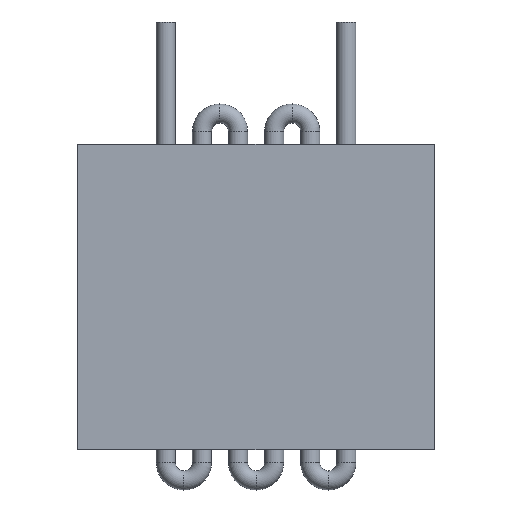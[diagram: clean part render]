
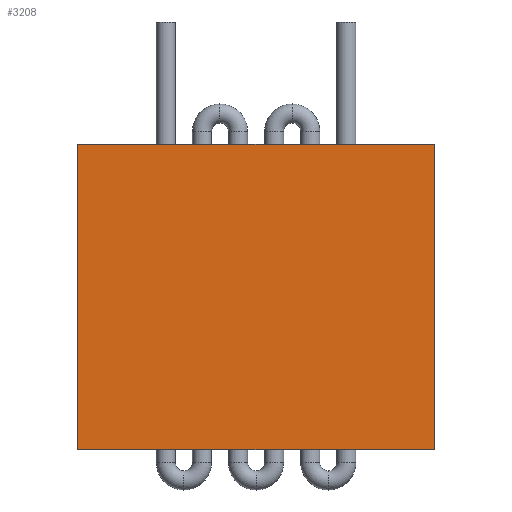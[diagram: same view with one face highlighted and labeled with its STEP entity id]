
A CAD part, front view. The second image highlights one B-rep face of the part: STEP entity #3208.
In plain terms, the highlighted planar face has unit normal (0, -1, 0).
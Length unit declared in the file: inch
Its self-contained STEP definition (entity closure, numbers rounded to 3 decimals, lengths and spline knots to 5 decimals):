
#132 = DIRECTION ( 'NONE',  ( 0., -1., 0. ) ) ;
#168 = DIRECTION ( 'NONE',  ( 1., 0., 0. ) ) ;
#225 = EDGE_LOOP ( 'NONE', ( #2795, #3042, #2544, #2437 ) ) ;
#289 = CARTESIAN_POINT ( 'NONE',  ( -3.5, -0.62, -3. ) ) ;
#338 = PLANE ( 'NONE',  #3274 ) ;
#899 = CARTESIAN_POINT ( 'NONE',  ( -3.5, -0.62, 3. ) ) ;
#927 = CARTESIAN_POINT ( 'NONE',  ( 3.5, -0.62, 3. ) ) ;
#965 = DIRECTION ( 'NONE',  ( 0., 0., -1. ) ) ;
#1253 = VERTEX_POINT ( 'NONE', #289 ) ;
#1352 = CARTESIAN_POINT ( 'NONE',  ( 3.5, -0.62, 3. ) ) ;
#1437 = VERTEX_POINT ( 'NONE', #3083 ) ;
#1552 = CARTESIAN_POINT ( 'NONE',  ( 3.5, -0.62, 3. ) ) ;
#1621 = DIRECTION ( 'NONE',  ( -1., 0., 0. ) ) ;
#1908 = DIRECTION ( 'NONE',  ( 0., 0., -1. ) ) ;
#1993 = CARTESIAN_POINT ( 'NONE',  ( 3.5, -0.62, 3. ) ) ;
#2167 = FACE_OUTER_BOUND ( 'NONE', #225, .T. ) ;
#2227 = DIRECTION ( 'NONE',  ( -1., 0., 0. ) ) ;
#2231 = CARTESIAN_POINT ( 'NONE',  ( 3.5, -0.62, -3. ) ) ;
#2437 = ORIENTED_EDGE ( 'NONE', *, *, #2512, .T. ) ;
#2512 = EDGE_CURVE ( 'NONE', #3246, #1253, #2746, .T. ) ;
#2525 = VERTEX_POINT ( 'NONE', #927 ) ;
#2544 = ORIENTED_EDGE ( 'NONE', *, *, #2779, .T. ) ;
#2672 = EDGE_CURVE ( 'NONE', #1437, #1253, #2925, .T. ) ;
#2720 = EDGE_CURVE ( 'NONE', #2525, #1437, #2901, .T. ) ;
#2746 = LINE ( 'NONE', #899, #3220 ) ;
#2779 = EDGE_CURVE ( 'NONE', #2525, #3246, #2827, .T. ) ;
#2782 = VECTOR ( 'NONE', #1621, 39.37008 ) ;
#2795 = ORIENTED_EDGE ( 'NONE', *, *, #2672, .F. ) ;
#2827 = LINE ( 'NONE', #1552, #2782 ) ;
#2864 = VECTOR ( 'NONE', #1908, 39.37008 ) ;
#2901 = LINE ( 'NONE', #1993, #2864 ) ;
#2906 = VECTOR ( 'NONE', #2227, 39.37008 ) ;
#2925 = LINE ( 'NONE', #2231, #2906 ) ;
#3042 = ORIENTED_EDGE ( 'NONE', *, *, #2720, .F. ) ;
#3083 = CARTESIAN_POINT ( 'NONE',  ( 3.5, -0.62, -3. ) ) ;
#3208 = ADVANCED_FACE ( 'NONE', ( #2167 ), #338, .T. ) ;
#3220 = VECTOR ( 'NONE', #965, 39.37008 ) ;
#3246 = VERTEX_POINT ( 'NONE', #3316 ) ;
#3274 = AXIS2_PLACEMENT_3D ( 'NONE', #1352, #132, #168 ) ;
#3316 = CARTESIAN_POINT ( 'NONE',  ( -3.5, -0.62, 3. ) ) ;
